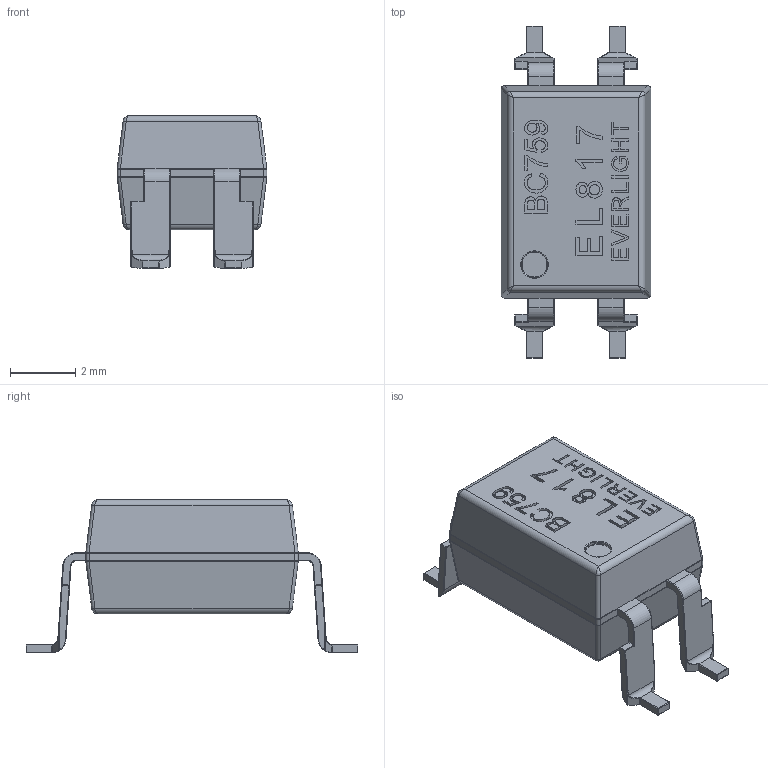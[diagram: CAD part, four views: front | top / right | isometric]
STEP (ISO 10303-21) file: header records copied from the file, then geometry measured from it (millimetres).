
FILE_DESCRIPTION(('FreeCAD Model'),'2;1');
FILE_NAME( 'User Library-EL817.step', '2017-05-10T12:00:01',('kicad StepUp'),('ksu MCAD'), 'Open CASCADE STEP processor 6.8','FreeCAD','Unknown');
FILE_SCHEMA(('AUTOMOTIVE_DESIGN_CC2 { 1 2 10303 214 -1 1 5 4 }'));
Length unit declared in the file: millimetre
Products named in the file (2): ASSEMBLY; User_Library-EL817
Assembly tree (1 placements, depth 2):
  ASSEMBLY
    User_Library-EL817
Bounding box: 4.58 x 10.16 x 4.68 mm (x, y, z)
Volume: 100.5 mm3; surface area: 168.6 mm2
Topology: 1 solids, 1 shells, 583 faces, 1453 edges, 874 vertices
Faces by surface type: plane 234, cylinder 162, bspline 123, torus 36, sphere 28
Entity records: 26186 total; most frequent: CARTESIAN_POINT 9299, ORIENTED_EDGE 2858, DIRECTION 2347, EDGE_CURVE 1429, VERTEX_POINT 874, LINE 831, VECTOR 831, AXIS2_PLACEMENT_3D 758
